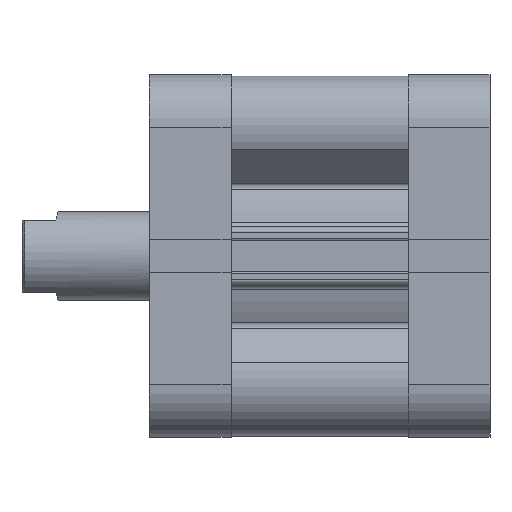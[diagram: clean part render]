
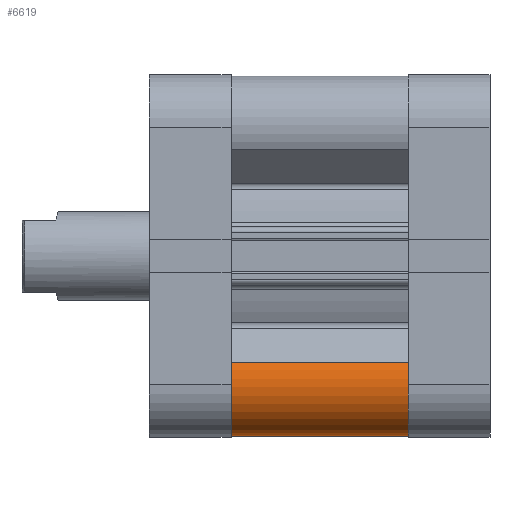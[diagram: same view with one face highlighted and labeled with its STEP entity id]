
A CAD part, front view. The second image highlights one B-rep face of the part: STEP entity #6619.
In plain terms, the highlighted cylindrical face has radius 9.25 mm (diameter 18.5 mm), a partial arc.
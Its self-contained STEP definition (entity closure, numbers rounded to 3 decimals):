
#1060 = EDGE_CURVE ( 'NONE', #2941, #3270, #5697, .T. ) ;
#1518 = EDGE_CURVE ( 'NONE', #2931, #3251, #6451, .T. ) ;
#1568 = EDGE_CURVE ( 'NONE', #2931, #2941, #6537, .T. ) ;
#1570 = EDGE_CURVE ( 'NONE', #3251, #3270, #6503, .T. ) ;
#1799 = CARTESIAN_POINT ( 'NONE',  ( -32.5, -23.25, 0. ) ) ;
#1811 = CARTESIAN_POINT ( 'NONE',  ( -32.5, -23.25, 32. ) ) ;
#2069 = DIRECTION ( 'NONE',  ( 0., 0., -1. ) ) ;
#2070 = CARTESIAN_POINT ( 'NONE',  ( -19.184, -31.559, 32. ) ) ;
#2074 = DIRECTION ( 'NONE',  ( 0., 0., -1. ) ) ;
#2075 = CARTESIAN_POINT ( 'NONE',  ( -32.5, -23.25, 32. ) ) ;
#2218 = DIRECTION ( 'NONE',  ( -1., 0., 0. ) ) ;
#2219 = DIRECTION ( 'NONE',  ( 0., 0., 1. ) ) ;
#2227 = CARTESIAN_POINT ( 'NONE',  ( -23.25, -23.25, 32. ) ) ;
#2931 = VERTEX_POINT ( 'NONE', #1811 ) ;
#2941 = VERTEX_POINT ( 'NONE', #1799 ) ;
#3251 = VERTEX_POINT ( 'NONE', #5327 ) ;
#3270 = VERTEX_POINT ( 'NONE', #5272 ) ;
#4181 = DIRECTION ( 'NONE',  ( -1., 0., 0. ) ) ;
#4182 = DIRECTION ( 'NONE',  ( 0., 0., 1. ) ) ;
#4184 = CARTESIAN_POINT ( 'NONE',  ( -23.25, -23.25, 0. ) ) ;
#4859 = CARTESIAN_POINT ( 'NONE',  ( -23.25, -23.25, 32. ) ) ;
#4860 = DIRECTION ( 'NONE',  ( 0., 0., -1. ) ) ;
#4861 = DIRECTION ( 'NONE',  ( -1., 0., 0. ) ) ;
#5272 = CARTESIAN_POINT ( 'NONE',  ( -19.184, -31.559, 0. ) ) ;
#5327 = CARTESIAN_POINT ( 'NONE',  ( -19.184, -31.559, 32. ) ) ;
#5697 = CIRCLE ( 'NONE', #7599, 9.25 ) ;
#6451 = CIRCLE ( 'NONE', #7749, 9.25 ) ;
#6481 = VECTOR ( 'NONE', #2069, 1000. ) ;
#6503 = LINE ( 'NONE', #2070, #6481 ) ;
#6537 = LINE ( 'NONE', #2075, #6538 ) ;
#6538 = VECTOR ( 'NONE', #2074, 1000. ) ;
#6540 = FACE_OUTER_BOUND ( 'NONE', #9947, .T. ) ;
#6559 = CYLINDRICAL_SURFACE ( 'NONE', #7769, 9.25 ) ;
#6619 = ADVANCED_FACE ( 'NONE', ( #6540 ), #6559, .T. ) ;
#7599 = AXIS2_PLACEMENT_3D ( 'NONE', #4184, #4182, #4181 ) ;
#7749 = AXIS2_PLACEMENT_3D ( 'NONE', #2227, #2219, #2218 ) ;
#7769 = AXIS2_PLACEMENT_3D ( 'NONE', #4859, #4860, #4861 ) ;
#9164 = ORIENTED_EDGE ( 'NONE', *, *, #1570, .F. ) ;
#9165 = ORIENTED_EDGE ( 'NONE', *, *, #1060, .T. ) ;
#9166 = ORIENTED_EDGE ( 'NONE', *, *, #1568, .T. ) ;
#9167 = ORIENTED_EDGE ( 'NONE', *, *, #1518, .F. ) ;
#9947 = EDGE_LOOP ( 'NONE', ( #9167, #9166, #9165, #9164 ) ) ;
